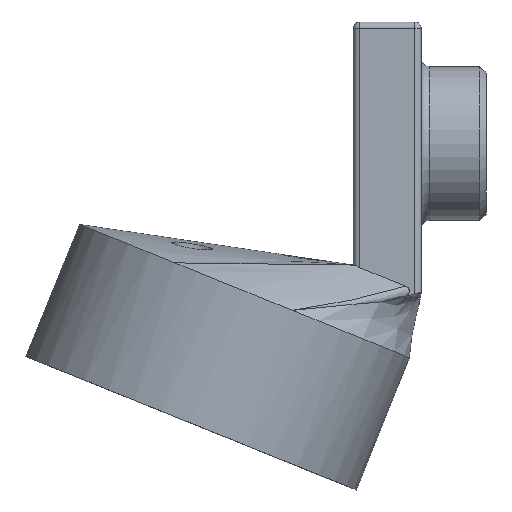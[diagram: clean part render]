
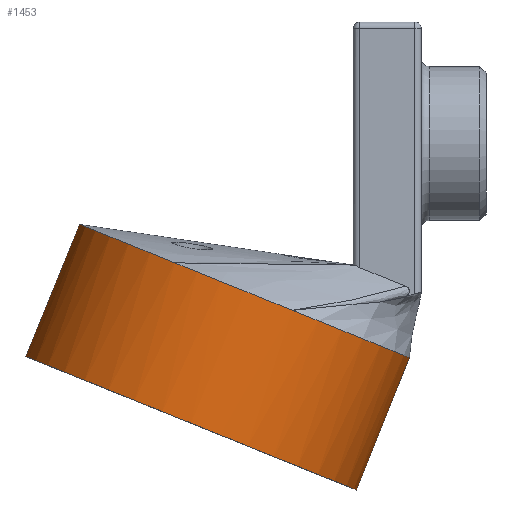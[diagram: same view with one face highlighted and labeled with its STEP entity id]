
A CAD part, left-side view. The second image highlights one B-rep face of the part: STEP entity #1453.
In plain terms, the highlighted cylindrical face has radius 34.925 mm (diameter 69.85 mm), a full revolution.
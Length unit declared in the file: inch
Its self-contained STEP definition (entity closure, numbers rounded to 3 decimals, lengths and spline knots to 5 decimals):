
#141=CYLINDRICAL_SURFACE('',#1631,1.375);
#224=FACE_OUTER_BOUND('',#335,.T.);
#335=EDGE_LOOP('',(#1348,#1349,#1350,#1351,#1352,#1353,#1354,#1355,#1356));
#437=LINE('',#3010,#538);
#538=VECTOR('',#2045,1.375);
#556=CIRCLE('',#1510,1.375);
#584=CIRCLE('',#1553,1.375);
#585=CIRCLE('',#1554,1.375);
#586=CIRCLE('',#1555,1.375);
#587=CIRCLE('',#1556,1.375);
#588=CIRCLE('',#1557,1.375);
#589=CIRCLE('',#1558,1.375);
#641=VERTEX_POINT('',#2245);
#674=VERTEX_POINT('',#2401);
#676=VERTEX_POINT('',#2463);
#683=VERTEX_POINT('',#2537);
#684=VERTEX_POINT('',#2546);
#687=VERTEX_POINT('',#2615);
#689=VERTEX_POINT('',#2698);
#784=EDGE_CURVE('',#641,#641,#556,.T.);
#832=EDGE_CURVE('',#674,#676,#584,.T.);
#841=EDGE_CURVE('',#683,#684,#585,.T.);
#842=EDGE_CURVE('',#684,#674,#586,.T.);
#848=EDGE_CURVE('',#687,#689,#587,.T.);
#849=EDGE_CURVE('',#689,#683,#588,.T.);
#854=EDGE_CURVE('',#676,#687,#589,.T.);
#954=EDGE_CURVE('',#684,#641,#437,.T.);
#1348=ORIENTED_EDGE('',*,*,#854,.F.);
#1349=ORIENTED_EDGE('',*,*,#832,.F.);
#1350=ORIENTED_EDGE('',*,*,#842,.F.);
#1351=ORIENTED_EDGE('',*,*,#954,.T.);
#1352=ORIENTED_EDGE('',*,*,#784,.F.);
#1353=ORIENTED_EDGE('',*,*,#954,.F.);
#1354=ORIENTED_EDGE('',*,*,#841,.F.);
#1355=ORIENTED_EDGE('',*,*,#849,.F.);
#1356=ORIENTED_EDGE('',*,*,#848,.F.);
#1453=ADVANCED_FACE('',(#224),#141,.T.);
#1510=AXIS2_PLACEMENT_3D('',#2246,#1711,#1712);
#1553=AXIS2_PLACEMENT_3D('',#2464,#1813,#1814);
#1554=AXIS2_PLACEMENT_3D('',#2547,#1819,#1820);
#1555=AXIS2_PLACEMENT_3D('',#2548,#1821,#1822);
#1556=AXIS2_PLACEMENT_3D('',#2699,#1823,#1824);
#1557=AXIS2_PLACEMENT_3D('',#2700,#1825,#1826);
#1558=AXIS2_PLACEMENT_3D('',#2744,#1828,#1829);
#1631=AXIS2_PLACEMENT_3D('',#3009,#2043,#2044);
#1711=DIRECTION('center_axis',(0.,0.375,
-0.927));
#1712=DIRECTION('ref_axis',(-1.,0.,0.));
#1813=DIRECTION('center_axis',(0.,-0.375,
0.927));
#1814=DIRECTION('ref_axis',(-1.,0.,0.));
#1819=DIRECTION('center_axis',(0.,-0.375,
0.927));
#1820=DIRECTION('ref_axis',(-1.,0.,0.));
#1821=DIRECTION('center_axis',(0.,-0.375,
0.927));
#1822=DIRECTION('ref_axis',(-1.,0.,0.));
#1823=DIRECTION('center_axis',(0.,-0.375,
0.927));
#1824=DIRECTION('ref_axis',(-1.,0.,0.));
#1825=DIRECTION('center_axis',(0.,-0.375,
0.927));
#1826=DIRECTION('ref_axis',(-1.,0.,0.));
#1828=DIRECTION('center_axis',(0.,-0.375,
0.927));
#1829=DIRECTION('ref_axis',(-1.,0.,0.));
#2043=DIRECTION('center_axis',(0.,-0.375,0.927));
#2044=DIRECTION('ref_axis',(-1.,0.,0.));
#2045=DIRECTION('',(0.,0.375,-0.927));
#2245=CARTESIAN_POINT('',(0.9375,1.51311,-1.22038));
#2246=CARTESIAN_POINT('Origin',(-0.4375,1.51311,-1.22038));
#2401=CARTESIAN_POINT('',(0.87879,1.46961,-0.05156));
#2463=CARTESIAN_POINT('',(-1.68422,1.63875,0.01677));
#2464=CARTESIAN_POINT('Origin',(-0.4375,1.10105,-0.20047));
#2537=CARTESIAN_POINT('',(0.87879,0.73248,-0.34938));
#2546=CARTESIAN_POINT('',(0.9375,1.10105,-0.20047));
#2547=CARTESIAN_POINT('Origin',(-0.4375,1.10105,-0.20047));
#2548=CARTESIAN_POINT('Origin',(-0.4375,1.10105,-0.20047));
#2615=CARTESIAN_POINT('',(-1.75379,0.73248,-0.34938));
#2698=CARTESIAN_POINT('',(-0.11955,-0.13928,-0.7016));
#2699=CARTESIAN_POINT('Origin',(-0.4375,1.10105,-0.20047));
#2700=CARTESIAN_POINT('Origin',(-0.4375,1.10105,-0.20047));
#2744=CARTESIAN_POINT('Origin',(-0.4375,1.10105,-0.20047));
#3009=CARTESIAN_POINT('Origin',(-0.4375,1.13851,-0.29319));
#3010=CARTESIAN_POINT('',(0.9375,1.13851,-0.29319));
